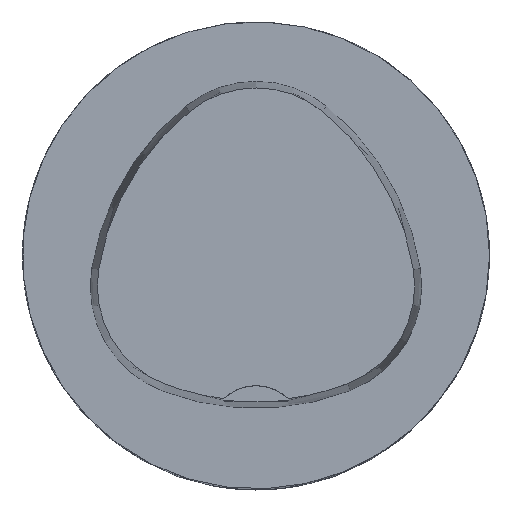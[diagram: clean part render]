
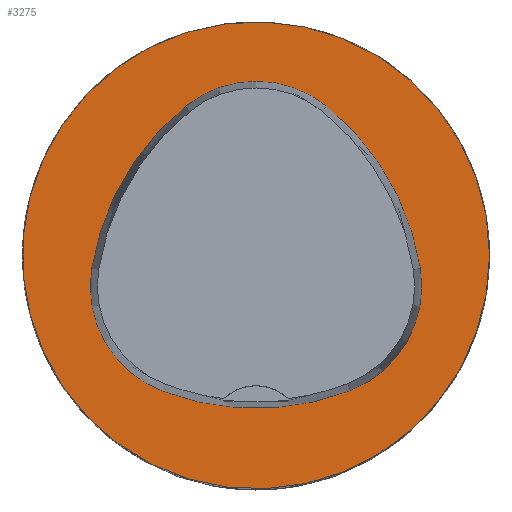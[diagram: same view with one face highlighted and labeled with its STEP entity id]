
A CAD part, top view. The second image highlights one B-rep face of the part: STEP entity #3275.
In plain terms, the highlighted planar face has unit normal (0, 0, 1).
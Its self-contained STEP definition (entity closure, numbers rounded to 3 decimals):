
#3275=ADVANCED_FACE('',(#4344,#4345),#3881,.T.);
#3881=PLANE('',#11639);
#4344=FACE_BOUND('',#4438,.T.);
#4345=FACE_BOUND('',#4439,.T.);
#4438=EDGE_LOOP('',(#5096));
#4439=EDGE_LOOP('',(#5097,#5098,#5099,#5100,#5101,#5102));
#5096=ORIENTED_EDGE('',*,*,#9641,.T.);
#5097=ORIENTED_EDGE('',*,*,#9642,.T.);
#5098=ORIENTED_EDGE('',*,*,#9643,.T.);
#5099=ORIENTED_EDGE('',*,*,#9644,.T.);
#5100=ORIENTED_EDGE('',*,*,#9645,.T.);
#5101=ORIENTED_EDGE('',*,*,#9646,.T.);
#5102=ORIENTED_EDGE('',*,*,#9647,.T.);
#8494=VERTEX_POINT('',#15378);
#8495=VERTEX_POINT('',#15380);
#8496=VERTEX_POINT('',#15381);
#8497=VERTEX_POINT('',#15383);
#8498=VERTEX_POINT('',#15385);
#8499=VERTEX_POINT('',#15387);
#8500=VERTEX_POINT('',#15389);
#9641=EDGE_CURVE('',#8494,#8494,#11340,.T.);
#9642=EDGE_CURVE('',#8495,#8496,#11341,.T.);
#9643=EDGE_CURVE('',#8496,#8497,#11342,.T.);
#9644=EDGE_CURVE('',#8497,#8498,#11343,.T.);
#9645=EDGE_CURVE('',#8498,#8499,#11344,.T.);
#9646=EDGE_CURVE('',#8499,#8500,#11345,.T.);
#9647=EDGE_CURVE('',#8500,#8495,#11346,.T.);
#11340=CIRCLE('',#11632,24.994);
#11341=CIRCLE('',#11633,12.);
#11342=CIRCLE('',#11634,28.);
#11343=CIRCLE('',#11635,12.);
#11344=CIRCLE('',#11636,28.);
#11345=CIRCLE('',#11637,12.);
#11346=CIRCLE('',#11638,28.);
#11632=AXIS2_PLACEMENT_3D('',#15377,#12519,#12520);
#11633=AXIS2_PLACEMENT_3D('',#15379,#12521,#12522);
#11634=AXIS2_PLACEMENT_3D('',#15382,#12523,#12524);
#11635=AXIS2_PLACEMENT_3D('',#15384,#12525,#12526);
#11636=AXIS2_PLACEMENT_3D('',#15386,#12527,#12528);
#11637=AXIS2_PLACEMENT_3D('',#15388,#12529,#12530);
#11638=AXIS2_PLACEMENT_3D('',#15390,#12531,#12532);
#11639=AXIS2_PLACEMENT_3D('',#15391,#12533,#12534);
#12519=DIRECTION('',(0.,0.,1.));
#12520=DIRECTION('',(1.,0.,0.));
#12521=DIRECTION('',(0.,0.,-1.));
#12522=DIRECTION('',(-1.,0.,0.));
#12523=DIRECTION('',(0.,0.,-1.));
#12524=DIRECTION('',(-1.,0.,0.));
#12525=DIRECTION('',(0.,0.,-1.));
#12526=DIRECTION('',(-1.,0.,0.));
#12527=DIRECTION('',(0.,0.,-1.));
#12528=DIRECTION('',(-1.,0.,0.));
#12529=DIRECTION('',(0.,0.,-1.));
#12530=DIRECTION('',(-1.,0.,0.));
#12531=DIRECTION('',(0.,0.,-1.));
#12532=DIRECTION('',(-1.,0.,0.));
#12533=DIRECTION('',(0.,0.,1.));
#12534=DIRECTION('',(0.,-1.,0.));
#15377=CARTESIAN_POINT('',(0.,0.,0.));
#15378=CARTESIAN_POINT('',(24.994,0.,0.));
#15379=CARTESIAN_POINT('',(5.739,-3.3,0.));
#15380=CARTESIAN_POINT('',(17.59,-1.418,0.));
#15381=CARTESIAN_POINT('',(10.05,-14.499,0.));
#15382=CARTESIAN_POINT('',(-0.01,11.631,0.));
#15383=CARTESIAN_POINT('',(-10.025,-14.516,0.));
#15384=CARTESIAN_POINT('',(-5.733,-3.31,0.));
#15385=CARTESIAN_POINT('',(-17.584,-1.424,0.));
#15386=CARTESIAN_POINT('',(10.068,-5.824,0.));
#15387=CARTESIAN_POINT('',(-7.531,15.953,0.));
#15388=CARTESIAN_POINT('',(0.011,6.62,0.));
#15389=CARTESIAN_POINT('',(7.567,15.942,0.));
#15390=CARTESIAN_POINT('',(-10.063,-5.81,0.));
#15391=CARTESIAN_POINT('',(-12.5,0.,0.));
